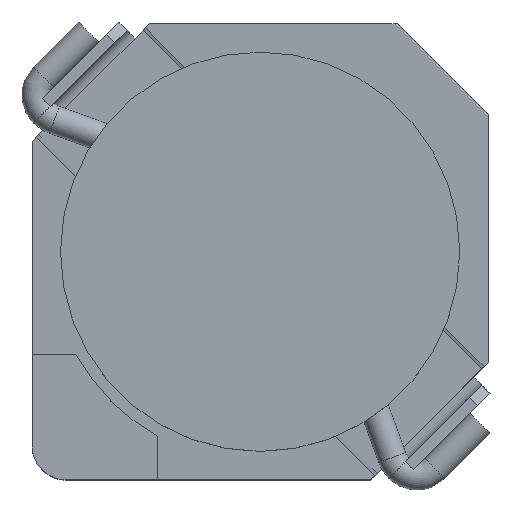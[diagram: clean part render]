
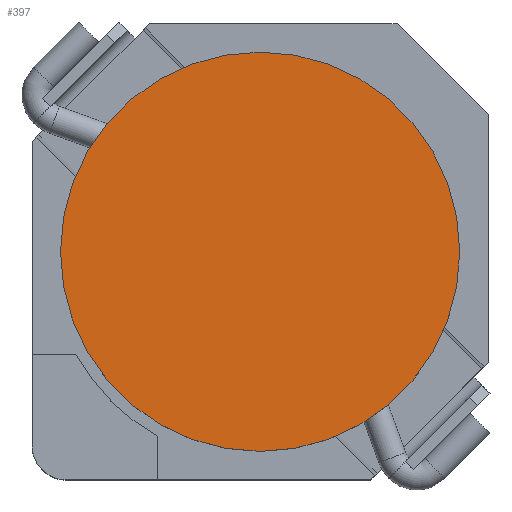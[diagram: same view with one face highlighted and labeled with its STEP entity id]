
A CAD part, top view. The second image highlights one B-rep face of the part: STEP entity #397.
In plain terms, the highlighted planar face has unit normal (0, 0, 1).
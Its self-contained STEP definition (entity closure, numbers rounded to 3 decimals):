
#397=ADVANCED_FACE('',(#1260),#1262,.T.);
#1260=FACE_BOUND('',#1261,.T.);
#1261=EDGE_LOOP('',(#1930));
#1262=PLANE('',#1263);
#1263=AXIS2_PLACEMENT_3D('',#1264,#1265,#1266);
#1264=CARTESIAN_POINT('',(0.,0.,1.8));
#1265=DIRECTION('',(0.,0.,1.));
#1266=DIRECTION('',(-1.,0.,0.));
#1930=ORIENTED_EDGE('',*,*,#2329,.F.);
#2329=EDGE_CURVE('',#2640,#2640,#2641,.T.);
#2640=VERTEX_POINT('',#3268);
#2641=CIRCLE('',#3269,1.75);
#3268=CARTESIAN_POINT('',(-1.75,0.,1.8));
#3269=AXIS2_PLACEMENT_3D('',#3270,#3271,#3272);
#3270=CARTESIAN_POINT('',(0.,0.,1.8));
#3271=DIRECTION('',(-0.,-0.,-1.));
#3272=DIRECTION('',(-1.,0.,0.));
